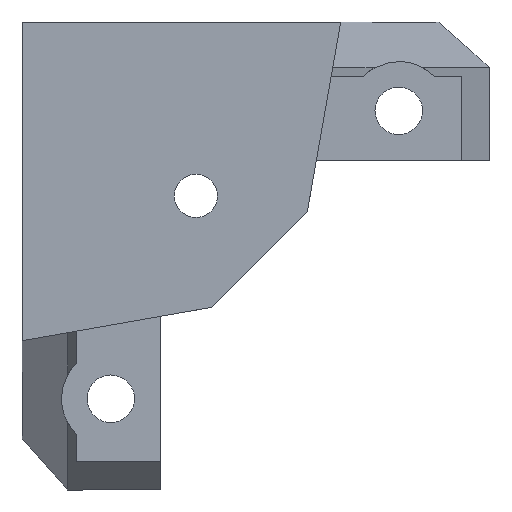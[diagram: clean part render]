
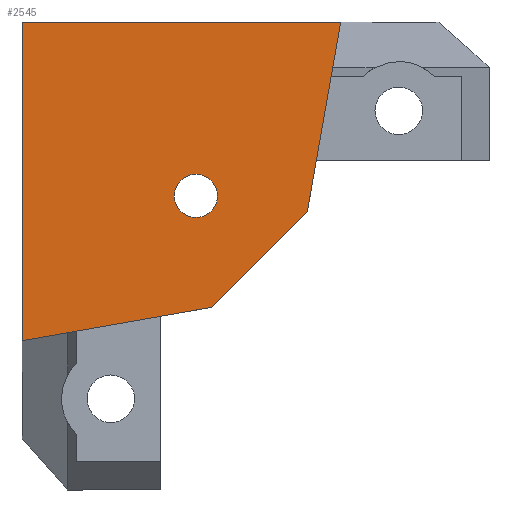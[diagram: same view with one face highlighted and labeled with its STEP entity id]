
A CAD part, front view. The second image highlights one B-rep face of the part: STEP entity #2545.
In plain terms, the highlighted planar face has unit normal (0, -1, 0).
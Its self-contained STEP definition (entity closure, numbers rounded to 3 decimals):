
#55 = VERTEX_POINT ( 'NONE', #113 ) ;
#83 = FACE_BOUND ( 'NONE', #2299, .T. ) ;
#113 = CARTESIAN_POINT ( 'NONE',  ( 14.06, 0., -3.32 ) ) ;
#114 = DIRECTION ( 'NONE',  ( 1., 0., 0. ) ) ;
#163 = CARTESIAN_POINT ( 'NONE',  ( 17.78, 0., 17.78 ) ) ;
#207 = DIRECTION ( 'NONE',  ( 1., 0., 0. ) ) ;
#366 = ORIENTED_EDGE ( 'NONE', *, *, #1404, .F. ) ;
#383 = EDGE_CURVE ( 'NONE', #2767, #2200, #2913, .T. ) ;
#406 = AXIS2_PLACEMENT_3D ( 'NONE', #2536, #1903, #114 ) ;
#425 = CARTESIAN_POINT ( 'NONE',  ( 3.32, 0., -14.06 ) ) ;
#451 = CARTESIAN_POINT ( 'NONE',  ( -17.78, 0., 17.78 ) ) ;
#541 = ORIENTED_EDGE ( 'NONE', *, *, #1096, .T. ) ;
#592 = LINE ( 'NONE', #2404, #2314 ) ;
#617 = CARTESIAN_POINT ( 'NONE',  ( 1.626, 0., -1.626 ) ) ;
#647 = VERTEX_POINT ( 'NONE', #2283 ) ;
#691 = CARTESIAN_POINT ( 'NONE',  ( -17.78, 0., 17.78 ) ) ;
#789 = CARTESIAN_POINT ( 'NONE',  ( 0., 0., 0. ) ) ;
#790 = VECTOR ( 'NONE', #2662, 1000. ) ;
#875 = CARTESIAN_POINT ( 'NONE',  ( 14.06, 0., -3.32 ) ) ;
#898 = ORIENTED_EDGE ( 'NONE', *, *, #982, .F. ) ;
#907 = DIRECTION ( 'NONE',  ( 1., 0., 0. ) ) ;
#926 = DIRECTION ( 'NONE',  ( 0., 0., 1. ) ) ;
#982 = EDGE_CURVE ( 'NONE', #2254, #1373, #592, .T. ) ;
#1028 = PLANE ( 'NONE',  #2675 ) ;
#1096 = EDGE_CURVE ( 'NONE', #647, #1524, #1945, .T. ) ;
#1107 = LINE ( 'NONE', #875, #790 ) ;
#1140 = CARTESIAN_POINT ( 'NONE',  ( 3.32, 0., -14.06 ) ) ;
#1251 = ORIENTED_EDGE ( 'NONE', *, *, #383, .F. ) ;
#1373 = VERTEX_POINT ( 'NONE', #1738 ) ;
#1380 = ORIENTED_EDGE ( 'NONE', *, *, #2781, .F. ) ;
#1397 = EDGE_CURVE ( 'NONE', #1524, #647, #2214, .T. ) ;
#1404 = EDGE_CURVE ( 'NONE', #2200, #55, #1107, .T. ) ;
#1524 = VERTEX_POINT ( 'NONE', #2463 ) ;
#1562 = CARTESIAN_POINT ( 'NONE',  ( -17.78, 0., 17.78 ) ) ;
#1686 = DIRECTION ( 'NONE',  ( 0., 0., -1. ) ) ;
#1715 = EDGE_LOOP ( 'NONE', ( #1251, #1380, #898, #1815, #366 ) ) ;
#1738 = CARTESIAN_POINT ( 'NONE',  ( -17.78, 0., -17.78 ) ) ;
#1815 = ORIENTED_EDGE ( 'NONE', *, *, #2253, .F. ) ;
#1903 = DIRECTION ( 'NONE',  ( 0., 1., 0. ) ) ;
#1945 = CIRCLE ( 'NONE', #406, 2.413 ) ;
#2095 = LINE ( 'NONE', #691, #2719 ) ;
#2131 = FACE_OUTER_BOUND ( 'NONE', #1715, .T. ) ;
#2188 = DIRECTION ( 'NONE',  ( -0.985, 0., -0.174 ) ) ;
#2200 = VERTEX_POINT ( 'NONE', #163 ) ;
#2214 = CIRCLE ( 'NONE', #2257, 2.413 ) ;
#2249 = DIRECTION ( 'NONE',  ( 0., 1., 0. ) ) ;
#2253 = EDGE_CURVE ( 'NONE', #55, #2254, #2444, .T. ) ;
#2254 = VERTEX_POINT ( 'NONE', #1140 ) ;
#2257 = AXIS2_PLACEMENT_3D ( 'NONE', #617, #2249, #907 ) ;
#2283 = CARTESIAN_POINT ( 'NONE',  ( 1.626, 0., -4.039 ) ) ;
#2299 = EDGE_LOOP ( 'NONE', ( #541, #2792 ) ) ;
#2314 = VECTOR ( 'NONE', #2188, 1000. ) ;
#2360 = VECTOR ( 'NONE', #2456, 1000. ) ;
#2404 = CARTESIAN_POINT ( 'NONE',  ( -17.78, 0., -17.78 ) ) ;
#2444 = LINE ( 'NONE', #425, #2360 ) ;
#2456 = DIRECTION ( 'NONE',  ( -0.707, 0., -0.707 ) ) ;
#2463 = CARTESIAN_POINT ( 'NONE',  ( 1.626, 0., 0.787 ) ) ;
#2536 = CARTESIAN_POINT ( 'NONE',  ( 1.626, 0., -1.626 ) ) ;
#2545 = ADVANCED_FACE ( 'NONE', ( #2131, #83 ), #1028, .T. ) ;
#2662 = DIRECTION ( 'NONE',  ( -0.174, 0., -0.985 ) ) ;
#2675 = AXIS2_PLACEMENT_3D ( 'NONE', #789, #2785, #1686 ) ;
#2719 = VECTOR ( 'NONE', #926, 1000. ) ;
#2761 = VECTOR ( 'NONE', #207, 1000. ) ;
#2767 = VERTEX_POINT ( 'NONE', #451 ) ;
#2781 = EDGE_CURVE ( 'NONE', #1373, #2767, #2095, .T. ) ;
#2785 = DIRECTION ( 'NONE',  ( 0., -1., 0. ) ) ;
#2792 = ORIENTED_EDGE ( 'NONE', *, *, #1397, .T. ) ;
#2913 = LINE ( 'NONE', #1562, #2761 ) ;
